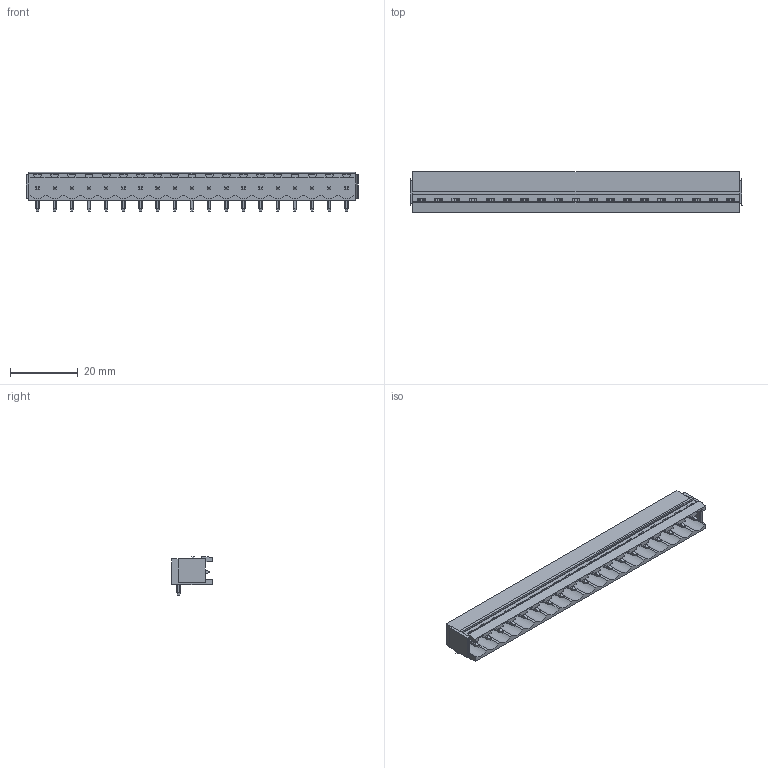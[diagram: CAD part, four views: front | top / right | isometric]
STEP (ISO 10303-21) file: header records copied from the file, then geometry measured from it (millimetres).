
FILE_DESCRIPTION(('CATIA V5 STEP Exchange','CAx-IF Rec.Pracs.--- Model Styling and Organization---1.2---2011-12-15'),'2;1');
FILE_NAME ('D1449353_0', '2018-10-27T07:40:46+00:00', ('none'), ('Weidmueller'), 'CATIA Version 5-6 Release 2014', 'CATIA V5 STEP AP214', 'none');
FILE_SCHEMA(('AUTOMOTIVE_DESIGN { 1 0 10303 214 1 1 1 1 }'));
Length unit declared in the file: millimetre
Products named in the file (1): 1154950000
Bounding box: 98.28 x 12 x 11.63 mm (x, y, z)
Volume: 4488.8 mm3; surface area: 7530.4 mm2
Topology: 20 solids, 20 shells, 959 faces, 2669 edges, 1712 vertices
Faces by surface type: plane 634, cylinder 325
Entity records: 28044 total; most frequent: CARTESIAN_POINT 6350, ORIENTED_EDGE 5338, DIRECTION 3007, EDGE_CURVE 2663, VECTOR 1861, LINE 1861, VERTEX_POINT 1704, EDGE_LOOP 997
